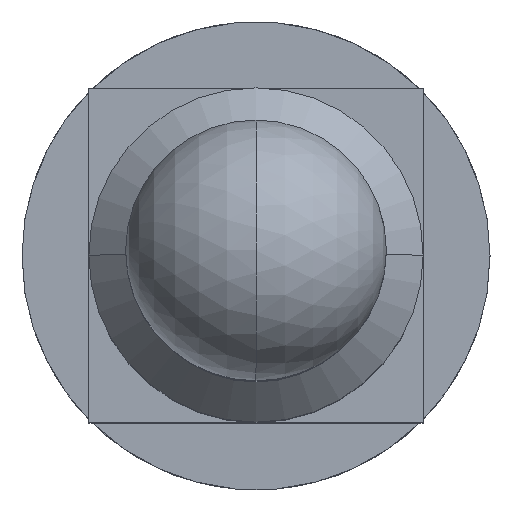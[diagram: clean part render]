
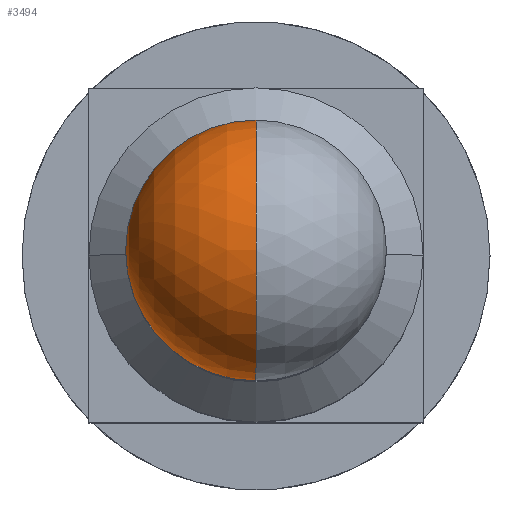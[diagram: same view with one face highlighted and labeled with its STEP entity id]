
A CAD part, top view. The second image highlights one B-rep face of the part: STEP entity #3494.
In plain terms, the highlighted spherical face has radius 0.39 mm.
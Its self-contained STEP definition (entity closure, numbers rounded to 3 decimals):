
#162 = AXIS2_PLACEMENT_3D ( 'NONE', #511, #512, #513 ) ;
#163 = AXIS2_PLACEMENT_3D ( 'NONE', #516, #517, #518 ) ;
#164 = AXIS2_PLACEMENT_3D ( 'NONE', #521, #522, #523 ) ;
#511 = CARTESIAN_POINT ( 'NONE',  ( 0., 0., 7.71 ) ) ;
#512 = DIRECTION ( 'NONE',  ( 1., 0., 0. ) ) ;
#513 = DIRECTION ( 'NONE',  ( 0., 0., -1. ) ) ;
#516 = CARTESIAN_POINT ( 'NONE',  ( 0., 0., 7.71 ) ) ;
#517 = DIRECTION ( 'NONE',  ( -1., 0., 0. ) ) ;
#518 = DIRECTION ( 'NONE',  ( 0., -1., 0. ) ) ;
#521 = CARTESIAN_POINT ( 'NONE',  ( 0., 0., 7.71 ) ) ;
#522 = DIRECTION ( 'NONE',  ( 0., 0., 1. ) ) ;
#523 = DIRECTION ( 'NONE',  ( 1., 0., 0. ) ) ;
#1270 = CARTESIAN_POINT ( 'NONE',  ( 0., 0., 7.71 ) ) ;
#1271 = DIRECTION ( 'NONE',  ( 0., 0., 1. ) ) ;
#1272 = DIRECTION ( 'NONE',  ( 1., 0., 0. ) ) ;
#1338 = EDGE_CURVE ( 'NONE', #4275, #4274, #7263, .T. ) ;
#2411 = ORIENTED_EDGE ( 'NONE', *, *, #1338, .T. ) ;
#2412 = ORIENTED_EDGE ( 'NONE', *, *, #3655, .T. ) ;
#2413 = ORIENTED_EDGE ( 'NONE', *, *, #3654, .T. ) ;
#2414 = ORIENTED_EDGE ( 'NONE', *, *, #3653, .F. ) ;
#2781 = AXIS2_PLACEMENT_3D ( 'NONE', #1270, #1271, #1272 ) ;
#3494 = ADVANCED_FACE ( 'NONE', ( #6798 ), #6802, .T. ) ;
#3653 = EDGE_CURVE ( 'NONE', #4275, #4279, #4067, .T. ) ;
#3654 = EDGE_CURVE ( 'NONE', #4277, #4279, #4068, .T. ) ;
#3655 = EDGE_CURVE ( 'NONE', #4274, #4277, #4069, .T. ) ;
#4067 = CIRCLE ( 'NONE', #162, 0.39 ) ;
#4068 = CIRCLE ( 'NONE', #163, 0.39 ) ;
#4069 = CIRCLE ( 'NONE', #164, 0.39 ) ;
#4274 = VERTEX_POINT ( 'NONE', #5441 ) ;
#4275 = VERTEX_POINT ( 'NONE', #5442 ) ;
#4277 = VERTEX_POINT ( 'NONE', #5444 ) ;
#4279 = VERTEX_POINT ( 'NONE', #5446 ) ;
#4610 = EDGE_LOOP ( 'NONE', ( #2411, #2412, #2413, #2414 ) ) ;
#5302 = AXIS2_PLACEMENT_3D ( 'NONE', #7694, #7692, #7697 ) ;
#5441 = CARTESIAN_POINT ( 'NONE',  ( -0.39, 0., 7.71 ) ) ;
#5442 = CARTESIAN_POINT ( 'NONE',  ( 0., 0.39, 7.71 ) ) ;
#5444 = CARTESIAN_POINT ( 'NONE',  ( 0., -0.39, 7.71 ) ) ;
#5446 = CARTESIAN_POINT ( 'NONE',  ( 0., 0., 8.1 ) ) ;
#6798 = FACE_OUTER_BOUND ( 'NONE', #4610, .T. ) ;
#6802 = SPHERICAL_SURFACE ( 'NONE', #5302, 0.39 ) ;
#7263 = CIRCLE ( 'NONE', #2781, 0.39 ) ;
#7692 = DIRECTION ( 'NONE',  ( -1., 0., 0. ) ) ;
#7694 = CARTESIAN_POINT ( 'NONE',  ( 0., 0., 7.71 ) ) ;
#7697 = DIRECTION ( 'NONE',  ( 0., 1., 0. ) ) ;
